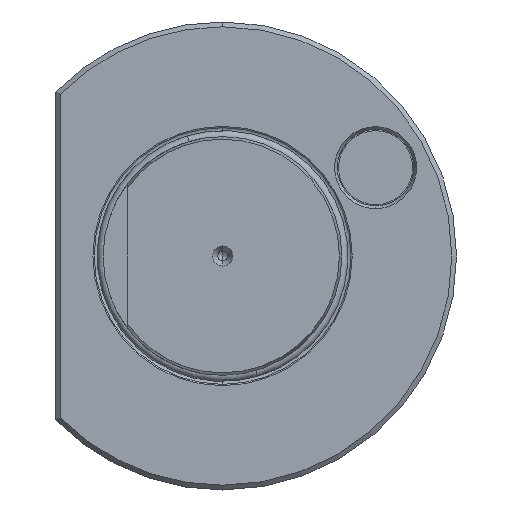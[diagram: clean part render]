
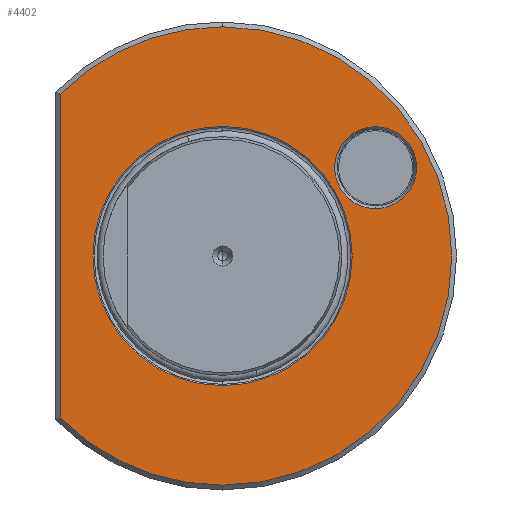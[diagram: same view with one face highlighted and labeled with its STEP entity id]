
A CAD part, left-side view. The second image highlights one B-rep face of the part: STEP entity #4402.
In plain terms, the highlighted planar face has unit normal (-1, 0, 0).
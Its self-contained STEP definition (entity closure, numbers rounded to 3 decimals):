
#114 = DIRECTION ( 'NONE',  ( 0., 0., 1. ) ) ;
#121 = DIRECTION ( 'NONE',  ( -1., 0., 0. ) ) ;
#131 = CARTESIAN_POINT ( 'NONE',  ( 78., -32.043, 18.5 ) ) ;
#149 = DIRECTION ( 'NONE',  ( -1., 0., 0. ) ) ;
#155 = DIRECTION ( 'NONE',  ( 0., 0., -1. ) ) ;
#156 = CARTESIAN_POINT ( 'NONE',  ( 78., 0., 0. ) ) ;
#1267 = EDGE_CURVE ( 'NONE', #5361, #5359, #5762, .T. ) ;
#1273 = EDGE_CURVE ( 'NONE', #5452, #5507, #5791, .T. ) ;
#1280 = EDGE_CURVE ( 'NONE', #5357, #5361, #5693, .T. ) ;
#1360 = EDGE_CURVE ( 'NONE', #5461, #5465, #6014, .T. ) ;
#3500 = CARTESIAN_POINT ( 'NONE',  ( 78., 34., 0. ) ) ;
#3522 = DIRECTION ( 'NONE',  ( 0., 0., -1. ) ) ;
#3537 = CARTESIAN_POINT ( 'NONE',  ( 78., 0., 0. ) ) ;
#3540 = DIRECTION ( 'NONE',  ( 0., 0., 1. ) ) ;
#3576 = DIRECTION ( 'NONE',  ( -1., 0., 0. ) ) ;
#3974 = AXIS2_PLACEMENT_3D ( 'NONE', #20617, #20618, #20619 ) ;
#4131 = EDGE_CURVE ( 'NONE', #5359, #12262, #6149, .T. ) ;
#4144 = EDGE_CURVE ( 'NONE', #5465, #5461, #6160, .T. ) ;
#4181 = EDGE_CURVE ( 'NONE', #5507, #5452, #6213, .T. ) ;
#4185 = EDGE_CURVE ( 'NONE', #12262, #5357, #6189, .T. ) ;
#4402 = ADVANCED_FACE ( 'NONE', ( #6487, #6469, #6460 ), #20616, .F. ) ;
#5357 = VERTEX_POINT ( 'NONE', #19561 ) ;
#5359 = VERTEX_POINT ( 'NONE', #19541 ) ;
#5361 = VERTEX_POINT ( 'NONE', #19566 ) ;
#5452 = VERTEX_POINT ( 'NONE', #19547 ) ;
#5461 = VERTEX_POINT ( 'NONE', #19630 ) ;
#5465 = VERTEX_POINT ( 'NONE', #19583 ) ;
#5507 = VERTEX_POINT ( 'NONE', #19628 ) ;
#5693 = CIRCLE ( 'NONE', #9563, 48. ) ;
#5762 = CIRCLE ( 'NONE', #9557, 48. ) ;
#5791 = CIRCLE ( 'NONE', #9559, 8.578 ) ;
#6014 = CIRCLE ( 'NONE', #9614, 27.15 ) ;
#6149 = LINE ( 'NONE', #3500, #6182 ) ;
#6160 = CIRCLE ( 'NONE', #9507, 27.15 ) ;
#6182 = VECTOR ( 'NONE', #3522, 1000. ) ;
#6189 = CIRCLE ( 'NONE', #9504, 48. ) ;
#6213 = CIRCLE ( 'NONE', #9528, 8.578 ) ;
#6460 = FACE_BOUND ( 'NONE', #12050, .T. ) ;
#6469 = FACE_BOUND ( 'NONE', #12075, .T. ) ;
#6487 = FACE_OUTER_BOUND ( 'NONE', #12101, .T. ) ;
#9504 = AXIS2_PLACEMENT_3D ( 'NONE', #156, #149, #155 ) ;
#9507 = AXIS2_PLACEMENT_3D ( 'NONE', #3537, #3576, #3540 ) ;
#9528 = AXIS2_PLACEMENT_3D ( 'NONE', #131, #121, #114 ) ;
#9557 = AXIS2_PLACEMENT_3D ( 'NONE', #18727, #18739, #18725 ) ;
#9559 = AXIS2_PLACEMENT_3D ( 'NONE', #18738, #18723, #18718 ) ;
#9563 = AXIS2_PLACEMENT_3D ( 'NONE', #18762, #18764, #18763 ) ;
#9614 = AXIS2_PLACEMENT_3D ( 'NONE', #18994, #19017, #19015 ) ;
#11628 = ORIENTED_EDGE ( 'NONE', *, *, #1280, .T. ) ;
#11635 = ORIENTED_EDGE ( 'NONE', *, *, #4185, .T. ) ;
#11671 = ORIENTED_EDGE ( 'NONE', *, *, #1267, .T. ) ;
#11682 = ORIENTED_EDGE ( 'NONE', *, *, #1273, .F. ) ;
#11694 = ORIENTED_EDGE ( 'NONE', *, *, #4181, .F. ) ;
#11720 = ORIENTED_EDGE ( 'NONE', *, *, #4131, .T. ) ;
#11795 = ORIENTED_EDGE ( 'NONE', *, *, #4144, .F. ) ;
#11798 = ORIENTED_EDGE ( 'NONE', *, *, #1360, .F. ) ;
#12050 = EDGE_LOOP ( 'NONE', ( #11795, #11798 ) ) ;
#12075 = EDGE_LOOP ( 'NONE', ( #11694, #11682 ) ) ;
#12101 = EDGE_LOOP ( 'NONE', ( #11635, #11628, #11671, #11720 ) ) ;
#12262 = VERTEX_POINT ( 'NONE', #20277 ) ;
#18718 = DIRECTION ( 'NONE',  ( 0., 0., 1. ) ) ;
#18723 = DIRECTION ( 'NONE',  ( -1., 0., 0. ) ) ;
#18725 = DIRECTION ( 'NONE',  ( 0., 0., -1. ) ) ;
#18727 = CARTESIAN_POINT ( 'NONE',  ( 78., 0., 0. ) ) ;
#18738 = CARTESIAN_POINT ( 'NONE',  ( 78., -32.043, 18.5 ) ) ;
#18739 = DIRECTION ( 'NONE',  ( -1., 0., 0. ) ) ;
#18762 = CARTESIAN_POINT ( 'NONE',  ( 78., 0., 0. ) ) ;
#18763 = DIRECTION ( 'NONE',  ( 0., 0., -1. ) ) ;
#18764 = DIRECTION ( 'NONE',  ( -1., 0., 0. ) ) ;
#18994 = CARTESIAN_POINT ( 'NONE',  ( 78., 0., 0. ) ) ;
#19015 = DIRECTION ( 'NONE',  ( 0., 0., 1. ) ) ;
#19017 = DIRECTION ( 'NONE',  ( -1., 0., 0. ) ) ;
#19541 = CARTESIAN_POINT ( 'NONE',  ( 78., 34., 33.882 ) ) ;
#19547 = CARTESIAN_POINT ( 'NONE',  ( 78., -32.043, 9.922 ) ) ;
#19561 = CARTESIAN_POINT ( 'NONE',  ( 78., 0., -48. ) ) ;
#19566 = CARTESIAN_POINT ( 'NONE',  ( 78., 0., 48. ) ) ;
#19583 = CARTESIAN_POINT ( 'NONE',  ( 78., 0., 27.15 ) ) ;
#19628 = CARTESIAN_POINT ( 'NONE',  ( 78., -32.043, 27.077 ) ) ;
#19630 = CARTESIAN_POINT ( 'NONE',  ( 78., 0., -27.15 ) ) ;
#20277 = CARTESIAN_POINT ( 'NONE',  ( 78., 34., -33.882 ) ) ;
#20616 = PLANE ( 'NONE',  #3974 ) ;
#20617 = CARTESIAN_POINT ( 'NONE',  ( 78., 27.15, 0. ) ) ;
#20618 = DIRECTION ( 'NONE',  ( 1., 0., 0. ) ) ;
#20619 = DIRECTION ( 'NONE',  ( 0., 0., -1. ) ) ;
